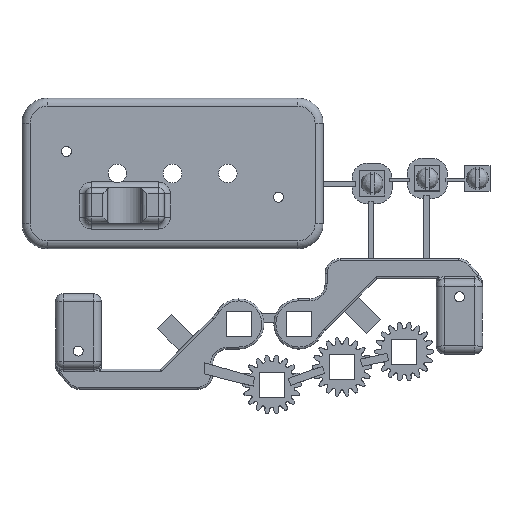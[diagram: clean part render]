
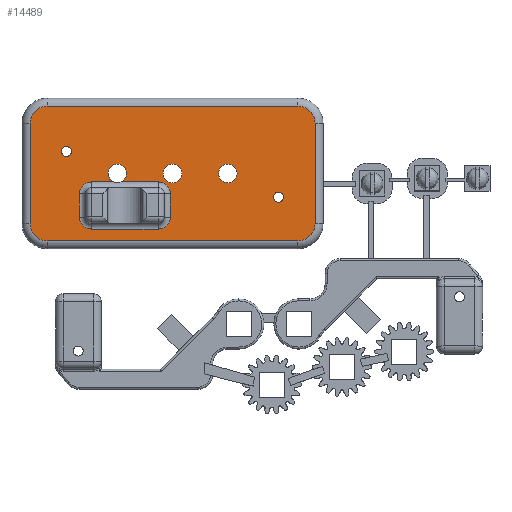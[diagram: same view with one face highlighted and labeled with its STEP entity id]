
A CAD part, top view. The second image highlights one B-rep face of the part: STEP entity #14489.
In plain terms, the highlighted face is planar.
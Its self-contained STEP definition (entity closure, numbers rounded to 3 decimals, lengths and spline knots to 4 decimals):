
#528=FACE_BOUND('',#2681,.T.);
#529=FACE_BOUND('',#2682,.T.);
#530=FACE_BOUND('',#2683,.T.);
#531=FACE_BOUND('',#2684,.T.);
#532=FACE_BOUND('',#2685,.T.);
#1035=CIRCLE('',#15511,0.12);
#1039=CIRCLE('',#15516,0.12);
#1043=CIRCLE('',#15521,0.12);
#1051=CIRCLE('',#15534,0.12);
#1056=CIRCLE('',#15553,0.05);
#1058=CIRCLE('',#15556,0.05);
#1060=CIRCLE('',#15559,0.17);
#1079=CIRCLE('',#15586,0.17);
#1085=CIRCLE('',#15597,0.17);
#1090=CIRCLE('',#15608,0.17);
#1091=CIRCLE('',#15613,0.0925);
#1092=CIRCLE('',#15614,0.0925);
#1093=CIRCLE('',#15615,0.0925);
#1094=CIRCLE('',#15616,0.0925);
#1854=FACE_OUTER_BOUND('',#2680,.T.);
#2680=EDGE_LOOP('',(#10614,#10615,#10616,#10617,#10618,#10619,#10620,#10621));
#2681=EDGE_LOOP('',(#10622,#10623,#10624,#10625,#10626,#10627,#10628,#10629,
#10630,#10631,#10632));
#2682=EDGE_LOOP('',(#10633));
#2683=EDGE_LOOP('',(#10634));
#2684=EDGE_LOOP('',(#10635));
#2685=EDGE_LOOP('',(#10636));
#3595=LINE('',#22311,#4831);
#3599=LINE('',#22330,#4835);
#3601=LINE('',#22333,#4837);
#3604=LINE('',#22356,#4840);
#3605=LINE('',#22357,#4841);
#3615=LINE('',#22407,#4851);
#3627=LINE('',#22455,#4863);
#3632=LINE('',#22479,#4868);
#3633=LINE('',#22488,#4869);
#4831=VECTOR('',#17652,0.3937);
#4835=VECTOR('',#17678,0.3937);
#4837=VECTOR('',#17682,0.3937);
#4840=VECTOR('',#17697,0.3937);
#4841=VECTOR('',#17698,0.3937);
#4851=VECTOR('',#17760,0.3937);
#4863=VECTOR('',#17812,0.3937);
#4868=VECTOR('',#17843,0.3937);
#4869=VECTOR('',#17860,0.3937);
#6071=VERTEX_POINT('',#22287);
#6072=VERTEX_POINT('',#22288);
#6074=VERTEX_POINT('',#22295);
#6075=VERTEX_POINT('',#22296);
#6077=VERTEX_POINT('',#22303);
#6078=VERTEX_POINT('',#22304);
#6082=VERTEX_POINT('',#22324);
#6083=VERTEX_POINT('',#22326);
#6085=VERTEX_POINT('',#22343);
#6086=VERTEX_POINT('',#22344);
#6088=VERTEX_POINT('',#22372);
#6090=VERTEX_POINT('',#22378);
#6092=VERTEX_POINT('',#22383);
#6093=VERTEX_POINT('',#22385);
#6100=VERTEX_POINT('',#22405);
#6111=VERTEX_POINT('',#22438);
#6114=VERTEX_POINT('',#22443);
#6116=VERTEX_POINT('',#22454);
#6118=VERTEX_POINT('',#22462);
#6122=VERTEX_POINT('',#22478);
#6123=VERTEX_POINT('',#22493);
#6124=VERTEX_POINT('',#22496);
#6125=VERTEX_POINT('',#22498);
#7705=EDGE_CURVE('',#6071,#6072,#1035,.T.);
#7709=EDGE_CURVE('',#6074,#6075,#1039,.T.);
#7713=EDGE_CURVE('',#6077,#6078,#1043,.T.);
#7717=EDGE_CURVE('',#6078,#6071,#3595,.T.);
#7725=EDGE_CURVE('',#6082,#6083,#1051,.T.);
#7727=EDGE_CURVE('',#6075,#6082,#3599,.T.);
#7729=EDGE_CURVE('',#6083,#6077,#3601,.T.);
#7735=EDGE_CURVE('',#6085,#6074,#3604,.T.);
#7736=EDGE_CURVE('',#6072,#6086,#3605,.T.);
#7743=EDGE_CURVE('',#6088,#6088,#1056,.T.);
#7746=EDGE_CURVE('',#6090,#6090,#1058,.T.);
#7748=EDGE_CURVE('',#6092,#6093,#1060,.T.);
#7759=EDGE_CURVE('',#6100,#6092,#3615,.T.);
#7778=EDGE_CURVE('',#6114,#6111,#1079,.T.);
#7783=EDGE_CURVE('',#6111,#6116,#3627,.T.);
#7789=EDGE_CURVE('',#6116,#6118,#1085,.T.);
#7795=EDGE_CURVE('',#6118,#6122,#3632,.T.);
#7799=EDGE_CURVE('',#6122,#6100,#1090,.T.);
#7800=EDGE_CURVE('',#6093,#6114,#3633,.T.);
#7803=EDGE_CURVE('',#6085,#6123,#1091,.T.);
#7804=EDGE_CURVE('',#6123,#6086,#1092,.T.);
#7805=EDGE_CURVE('',#6124,#6124,#1093,.T.);
#7806=EDGE_CURVE('',#6125,#6125,#1094,.T.);
#10614=ORIENTED_EDGE('',*,*,#7748,.F.);
#10615=ORIENTED_EDGE('',*,*,#7759,.F.);
#10616=ORIENTED_EDGE('',*,*,#7799,.F.);
#10617=ORIENTED_EDGE('',*,*,#7795,.F.);
#10618=ORIENTED_EDGE('',*,*,#7789,.F.);
#10619=ORIENTED_EDGE('',*,*,#7783,.F.);
#10620=ORIENTED_EDGE('',*,*,#7778,.F.);
#10621=ORIENTED_EDGE('',*,*,#7800,.F.);
#10622=ORIENTED_EDGE('',*,*,#7735,.F.);
#10623=ORIENTED_EDGE('',*,*,#7803,.T.);
#10624=ORIENTED_EDGE('',*,*,#7804,.T.);
#10625=ORIENTED_EDGE('',*,*,#7736,.F.);
#10626=ORIENTED_EDGE('',*,*,#7705,.F.);
#10627=ORIENTED_EDGE('',*,*,#7717,.F.);
#10628=ORIENTED_EDGE('',*,*,#7713,.F.);
#10629=ORIENTED_EDGE('',*,*,#7729,.F.);
#10630=ORIENTED_EDGE('',*,*,#7725,.F.);
#10631=ORIENTED_EDGE('',*,*,#7727,.F.);
#10632=ORIENTED_EDGE('',*,*,#7709,.F.);
#10633=ORIENTED_EDGE('',*,*,#7743,.T.);
#10634=ORIENTED_EDGE('',*,*,#7746,.T.);
#10635=ORIENTED_EDGE('',*,*,#7805,.T.);
#10636=ORIENTED_EDGE('',*,*,#7806,.T.);
#14068=PLANE('',#15612);
#14489=ADVANCED_FACE('',(#1854,#528,#529,#530,#531,#532),#14068,.F.);
#15511=AXIS2_PLACEMENT_3D('',#22289,#17622,#17623);
#15516=AXIS2_PLACEMENT_3D('',#22297,#17632,#17633);
#15521=AXIS2_PLACEMENT_3D('',#22305,#17642,#17643);
#15534=AXIS2_PLACEMENT_3D('',#22327,#17672,#17673);
#15553=AXIS2_PLACEMENT_3D('',#22374,#17722,#17723);
#15556=AXIS2_PLACEMENT_3D('',#22380,#17729,#17730);
#15559=AXIS2_PLACEMENT_3D('',#22386,#17735,#17736);
#15586=AXIS2_PLACEMENT_3D('',#22445,#17800,#17801);
#15597=AXIS2_PLACEMENT_3D('',#22466,#17827,#17828);
#15608=AXIS2_PLACEMENT_3D('',#22485,#17854,#17855);
#15612=AXIS2_PLACEMENT_3D('',#22492,#17865,#17866);
#15613=AXIS2_PLACEMENT_3D('',#22494,#17867,#17868);
#15614=AXIS2_PLACEMENT_3D('',#22495,#17869,#17870);
#15615=AXIS2_PLACEMENT_3D('',#22497,#17871,#17872);
#15616=AXIS2_PLACEMENT_3D('',#22499,#17873,#17874);
#17622=DIRECTION('center_axis',(0.,0.,-1.));
#17623=DIRECTION('ref_axis',(0.707,-0.707,0.));
#17632=DIRECTION('center_axis',(0.,0.,-1.));
#17633=DIRECTION('ref_axis',(-0.707,-0.707,0.));
#17642=DIRECTION('center_axis',(0.,0.,-1.));
#17643=DIRECTION('ref_axis',(0.707,0.707,0.));
#17652=DIRECTION('',(0.,-1.,0.));
#17672=DIRECTION('center_axis',(0.,0.,-1.));
#17673=DIRECTION('ref_axis',(-0.707,0.707,0.));
#17678=DIRECTION('',(0.,1.,0.));
#17682=DIRECTION('',(1.,0.,0.));
#17697=DIRECTION('',(-1.,0.,0.));
#17698=DIRECTION('',(-1.,0.,0.));
#17722=DIRECTION('center_axis',(0.,0.,1.));
#17723=DIRECTION('ref_axis',(1.,0.,0.));
#17729=DIRECTION('center_axis',(0.,0.,1.));
#17730=DIRECTION('ref_axis',(1.,-0.029,0.));
#17735=DIRECTION('center_axis',(0.,0.,1.));
#17736=DIRECTION('ref_axis',(-0.707,-0.707,0.));
#17760=DIRECTION('',(0.,-1.,0.));
#17800=DIRECTION('center_axis',(0.,0.,1.));
#17801=DIRECTION('ref_axis',(0.707,-0.707,0.));
#17812=DIRECTION('',(0.,1.,0.));
#17827=DIRECTION('center_axis',(0.,0.,1.));
#17828=DIRECTION('ref_axis',(0.707,0.707,0.));
#17843=DIRECTION('',(-1.,0.,0.));
#17854=DIRECTION('center_axis',(0.,0.,1.));
#17855=DIRECTION('ref_axis',(-0.707,0.707,0.));
#17860=DIRECTION('',(1.,0.,0.));
#17865=DIRECTION('center_axis',(0.,0.,1.));
#17866=DIRECTION('ref_axis',(1.,0.,0.));
#17867=DIRECTION('center_axis',(0.,0.,1.));
#17868=DIRECTION('ref_axis',(1.,0.,0.));
#17869=DIRECTION('center_axis',(0.,0.,1.));
#17870=DIRECTION('ref_axis',(1.,0.,0.));
#17871=DIRECTION('center_axis',(0.,0.,1.));
#17872=DIRECTION('ref_axis',(1.,0.,0.));
#17873=DIRECTION('center_axis',(0.,0.,1.));
#17874=DIRECTION('ref_axis',(1.,0.,0.));
#22287=CARTESIAN_POINT('',(0.4927,2.4669,0.));
#22288=CARTESIAN_POINT('',(0.3727,2.3469,0.));
#22289=CARTESIAN_POINT('Origin',(0.3727,2.4669,0.));
#22295=CARTESIAN_POINT('',(-0.2913,2.3469,0.));
#22296=CARTESIAN_POINT('',(-0.4113,2.4669,0.));
#22297=CARTESIAN_POINT('Origin',(-0.2913,2.4669,0.));
#22303=CARTESIAN_POINT('',(0.3727,2.8169,0.));
#22304=CARTESIAN_POINT('',(0.4927,2.6969,0.));
#22305=CARTESIAN_POINT('Origin',(0.3727,2.6969,0.));
#22311=CARTESIAN_POINT('',(0.4927,2.5097,0.));
#22324=CARTESIAN_POINT('',(-0.4113,2.6969,0.));
#22326=CARTESIAN_POINT('',(-0.2913,2.8169,0.));
#22327=CARTESIAN_POINT('Origin',(-0.2913,2.6969,0.));
#22330=CARTESIAN_POINT('',(-0.4113,2.3347,0.));
#22333=CARTESIAN_POINT('',(0.0824,2.8169,0.));
#22343=CARTESIAN_POINT('',(-0.0715,2.3469,0.));
#22344=CARTESIAN_POINT('',(0.0038,2.3469,0.));
#22356=CARTESIAN_POINT('',(0.4744,2.3469,0.));
#22357=CARTESIAN_POINT('',(0.4744,2.3469,0.));
#22372=CARTESIAN_POINT('',(-0.5916,2.0427,0.));
#22374=CARTESIAN_POINT('Origin',(-0.5416,2.0427,0.));
#22378=CARTESIAN_POINT('',(1.5216,2.4999,0.));
#22380=CARTESIAN_POINT('Origin',(1.5716,2.4985,0.));
#22383=CARTESIAN_POINT('',(-0.9039,1.7624,0.));
#22385=CARTESIAN_POINT('',(-0.7339,1.5924,0.));
#22386=CARTESIAN_POINT('Origin',(-0.7339,1.7624,0.));
#22405=CARTESIAN_POINT('',(-0.9039,2.7624,0.));
#22407=CARTESIAN_POINT('',(-0.9039,2.6374,0.));
#22438=CARTESIAN_POINT('',(1.9361,1.7624,0.));
#22443=CARTESIAN_POINT('',(1.7661,1.5924,0.));
#22445=CARTESIAN_POINT('Origin',(1.7661,1.7624,0.));
#22454=CARTESIAN_POINT('',(1.9361,2.7624,0.));
#22455=CARTESIAN_POINT('',(1.9361,1.8874,0.));
#22462=CARTESIAN_POINT('',(1.7661,2.9324,0.));
#22466=CARTESIAN_POINT('Origin',(1.7661,2.7624,0.));
#22478=CARTESIAN_POINT('',(-0.7339,2.9324,0.));
#22479=CARTESIAN_POINT('',(1.2661,2.9324,0.));
#22485=CARTESIAN_POINT('Origin',(-0.7339,2.7624,0.));
#22488=CARTESIAN_POINT('',(-0.2339,1.5924,0.));
#22492=CARTESIAN_POINT('Origin',(0.5161,2.2624,0.));
#22493=CARTESIAN_POINT('',(-0.1264,2.2624,0.));
#22494=CARTESIAN_POINT('Origin',(-0.0339,2.2624,0.));
#22495=CARTESIAN_POINT('Origin',(-0.0339,2.2624,0.));
#22496=CARTESIAN_POINT('',(0.9736,2.2624,0.));
#22497=CARTESIAN_POINT('Origin',(1.0661,2.2624,0.));
#22498=CARTESIAN_POINT('',(0.4236,2.2624,0.));
#22499=CARTESIAN_POINT('Origin',(0.5161,2.2624,0.));
